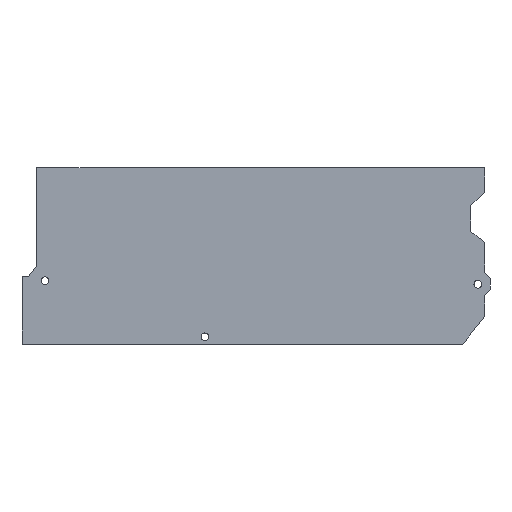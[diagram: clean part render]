
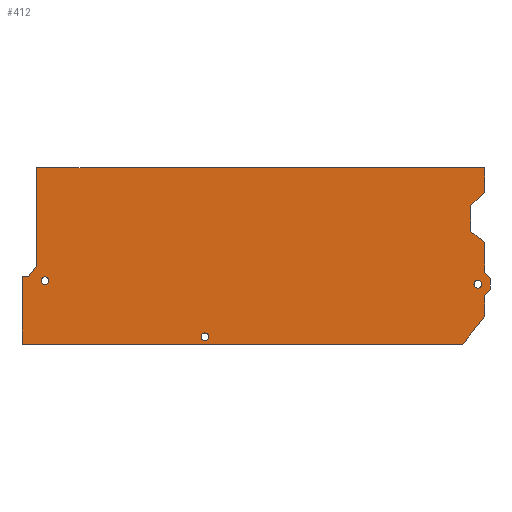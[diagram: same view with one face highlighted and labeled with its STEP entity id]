
A CAD part, top view. The second image highlights one B-rep face of the part: STEP entity #412.
In plain terms, the highlighted planar face has unit normal (0, 0, 1).
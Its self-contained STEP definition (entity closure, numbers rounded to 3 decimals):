
#22=FACE_BOUND('',#57,.T.);
#23=FACE_BOUND('',#58,.T.);
#24=FACE_BOUND('',#59,.T.);
#28=CIRCLE('',#449,2.);
#29=CIRCLE('',#450,2.);
#30=CIRCLE('',#451,2.);
#35=FACE_OUTER_BOUND('',#56,.T.);
#56=EDGE_LOOP('',(#283,#284,#285,#286,#287,#288,#289,#290,#291,#292,#293,
#294,#295,#296,#297,#298));
#57=EDGE_LOOP('',(#299));
#58=EDGE_LOOP('',(#300));
#59=EDGE_LOOP('',(#301));
#82=LINE('',#591,#133);
#86=LINE('',#599,#137);
#87=LINE('',#601,#138);
#88=LINE('',#603,#139);
#89=LINE('',#605,#140);
#90=LINE('',#607,#141);
#91=LINE('',#609,#142);
#92=LINE('',#611,#143);
#93=LINE('',#613,#144);
#94=LINE('',#615,#145);
#95=LINE('',#617,#146);
#96=LINE('',#619,#147);
#97=LINE('',#621,#148);
#98=LINE('',#623,#149);
#99=LINE('',#625,#150);
#100=LINE('',#626,#151);
#133=VECTOR('',#481,10.);
#137=VECTOR('',#487,10.);
#138=VECTOR('',#488,10.);
#139=VECTOR('',#489,10.);
#140=VECTOR('',#490,10.);
#141=VECTOR('',#491,10.);
#142=VECTOR('',#492,10.);
#143=VECTOR('',#493,10.);
#144=VECTOR('',#494,10.);
#145=VECTOR('',#495,10.);
#146=VECTOR('',#496,10.);
#147=VECTOR('',#497,10.);
#148=VECTOR('',#498,10.);
#149=VECTOR('',#499,10.);
#150=VECTOR('',#500,10.);
#151=VECTOR('',#501,10.);
#184=VERTEX_POINT('',#589);
#185=VERTEX_POINT('',#590);
#188=VERTEX_POINT('',#598);
#189=VERTEX_POINT('',#600);
#190=VERTEX_POINT('',#602);
#191=VERTEX_POINT('',#604);
#192=VERTEX_POINT('',#606);
#193=VERTEX_POINT('',#608);
#194=VERTEX_POINT('',#610);
#195=VERTEX_POINT('',#612);
#196=VERTEX_POINT('',#614);
#197=VERTEX_POINT('',#616);
#198=VERTEX_POINT('',#618);
#199=VERTEX_POINT('',#620);
#200=VERTEX_POINT('',#622);
#201=VERTEX_POINT('',#624);
#202=VERTEX_POINT('',#627);
#203=VERTEX_POINT('',#629);
#204=VERTEX_POINT('',#631);
#222=EDGE_CURVE('',#184,#185,#82,.T.);
#226=EDGE_CURVE('',#185,#188,#86,.T.);
#227=EDGE_CURVE('',#188,#189,#87,.T.);
#228=EDGE_CURVE('',#189,#190,#88,.T.);
#229=EDGE_CURVE('',#190,#191,#89,.T.);
#230=EDGE_CURVE('',#191,#192,#90,.T.);
#231=EDGE_CURVE('',#192,#193,#91,.T.);
#232=EDGE_CURVE('',#193,#194,#92,.T.);
#233=EDGE_CURVE('',#194,#195,#93,.T.);
#234=EDGE_CURVE('',#195,#196,#94,.T.);
#235=EDGE_CURVE('',#196,#197,#95,.T.);
#236=EDGE_CURVE('',#197,#198,#96,.T.);
#237=EDGE_CURVE('',#198,#199,#97,.T.);
#238=EDGE_CURVE('',#199,#200,#98,.T.);
#239=EDGE_CURVE('',#200,#201,#99,.T.);
#240=EDGE_CURVE('',#184,#201,#100,.T.);
#241=EDGE_CURVE('',#202,#202,#28,.T.);
#242=EDGE_CURVE('',#203,#203,#29,.T.);
#243=EDGE_CURVE('',#204,#204,#30,.T.);
#283=ORIENTED_EDGE('',*,*,#222,.T.);
#284=ORIENTED_EDGE('',*,*,#226,.T.);
#285=ORIENTED_EDGE('',*,*,#227,.T.);
#286=ORIENTED_EDGE('',*,*,#228,.T.);
#287=ORIENTED_EDGE('',*,*,#229,.T.);
#288=ORIENTED_EDGE('',*,*,#230,.T.);
#289=ORIENTED_EDGE('',*,*,#231,.T.);
#290=ORIENTED_EDGE('',*,*,#232,.T.);
#291=ORIENTED_EDGE('',*,*,#233,.T.);
#292=ORIENTED_EDGE('',*,*,#234,.T.);
#293=ORIENTED_EDGE('',*,*,#235,.T.);
#294=ORIENTED_EDGE('',*,*,#236,.T.);
#295=ORIENTED_EDGE('',*,*,#237,.T.);
#296=ORIENTED_EDGE('',*,*,#238,.T.);
#297=ORIENTED_EDGE('',*,*,#239,.T.);
#298=ORIENTED_EDGE('',*,*,#240,.F.);
#299=ORIENTED_EDGE('',*,*,#241,.F.);
#300=ORIENTED_EDGE('',*,*,#242,.F.);
#301=ORIENTED_EDGE('',*,*,#243,.F.);
#394=PLANE('',#448);
#412=ADVANCED_FACE('',(#35,#22,#23,#24),#394,.F.);
#448=AXIS2_PLACEMENT_3D('',#597,#485,#486);
#449=AXIS2_PLACEMENT_3D('',#628,#502,#503);
#450=AXIS2_PLACEMENT_3D('',#630,#504,#505);
#451=AXIS2_PLACEMENT_3D('',#632,#506,#507);
#481=DIRECTION('',(-1.,0.,0.));
#485=DIRECTION('center_axis',(0.,0.,-1.));
#486=DIRECTION('ref_axis',(1.,0.,0.));
#487=DIRECTION('',(0.,-1.,0.));
#488=DIRECTION('',(-0.608,-0.794,0.));
#489=DIRECTION('',(-1.,0.,0.));
#490=DIRECTION('',(0.,-1.,0.));
#491=DIRECTION('',(1.,0.,0.));
#492=DIRECTION('',(0.62,0.785,0.));
#493=DIRECTION('',(0.,1.,0.));
#494=DIRECTION('',(0.641,0.768,0.));
#495=DIRECTION('',(0.,1.,0.));
#496=DIRECTION('',(-0.652,0.759,0.));
#497=DIRECTION('',(0.,1.,0.));
#498=DIRECTION('',(-0.785,0.62,0.));
#499=DIRECTION('',(0.,1.,0.));
#500=DIRECTION('',(0.729,0.685,0.));
#501=DIRECTION('',(0.,-1.,0.));
#502=DIRECTION('center_axis',(0.,0.,1.));
#503=DIRECTION('ref_axis',(1.,0.,0.));
#504=DIRECTION('center_axis',(0.,0.,1.));
#505=DIRECTION('ref_axis',(1.,0.,0.));
#506=DIRECTION('center_axis',(0.,0.,1.));
#507=DIRECTION('ref_axis',(1.,0.,0.));
#589=CARTESIAN_POINT('',(115.5,41.,8.4));
#590=CARTESIAN_POINT('',(-115.5,41.,8.4));
#591=CARTESIAN_POINT('',(123.,41.,8.4));
#597=CARTESIAN_POINT('Origin',(0.,-4.5,8.4));
#598=CARTESIAN_POINT('',(-115.5,-9.169,8.4));
#599=CARTESIAN_POINT('',(-115.5,14.721,8.4));
#600=CARTESIAN_POINT('',(-119.936,-14.966,8.4));
#601=CARTESIAN_POINT('',(-119.936,-14.966,8.4));
#602=CARTESIAN_POINT('',(-123.203,-14.966,8.4));
#603=CARTESIAN_POINT('',(-121.903,-14.966,8.4));
#604=CARTESIAN_POINT('',(-123.203,-50.,8.4));
#605=CARTESIAN_POINT('',(-123.203,-9.733,8.4));
#606=CARTESIAN_POINT('',(104.223,-50.,8.4));
#607=CARTESIAN_POINT('',(-123.,-50.,8.4));
#608=CARTESIAN_POINT('',(115.5,-35.726,8.4));
#609=CARTESIAN_POINT('',(100.902,-54.204,8.4));
#610=CARTESIAN_POINT('',(115.5,-24.977,8.4));
#611=CARTESIAN_POINT('',(115.5,-27.25,8.4));
#612=CARTESIAN_POINT('',(118.25,-21.681,8.4));
#613=CARTESIAN_POINT('',(96.839,-47.347,8.4));
#614=CARTESIAN_POINT('',(118.25,-16.067,8.4));
#615=CARTESIAN_POINT('',(118.25,-13.09,8.4));
#616=CARTESIAN_POINT('',(115.5,-12.866,8.4));
#617=CARTESIAN_POINT('',(90.283,16.486,8.4));
#618=CARTESIAN_POINT('',(115.5,2.518,8.4));
#619=CARTESIAN_POINT('',(115.5,-8.683,8.4));
#620=CARTESIAN_POINT('',(108.281,8.221,8.4));
#621=CARTESIAN_POINT('',(78.04,32.112,8.4));
#622=CARTESIAN_POINT('',(108.281,21.557,8.4));
#623=CARTESIAN_POINT('',(108.281,8.528,8.4));
#624=CARTESIAN_POINT('',(115.5,28.345,8.4));
#625=CARTESIAN_POINT('',(76.654,-8.182,8.4));
#626=CARTESIAN_POINT('',(115.5,37.471,8.4));
#627=CARTESIAN_POINT('',(109.984,-19.114,8.4));
#628=CARTESIAN_POINT('Origin',(111.984,-19.114,8.4));
#629=CARTESIAN_POINT('',(-30.819,-46.21,8.4));
#630=CARTESIAN_POINT('Origin',(-28.819,-46.21,8.4));
#631=CARTESIAN_POINT('',(-113.336,-17.231,8.4));
#632=CARTESIAN_POINT('Origin',(-111.336,-17.231,8.4));
